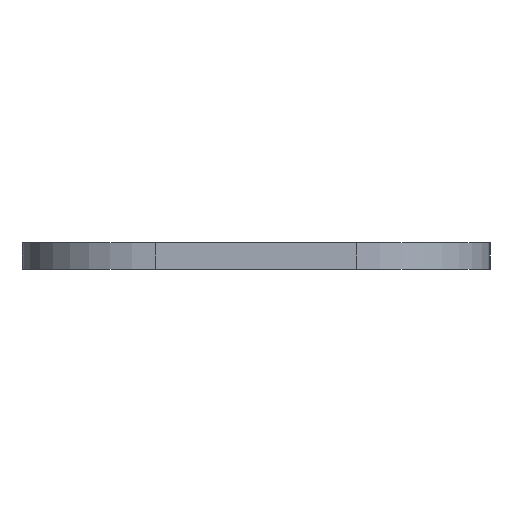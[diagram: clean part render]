
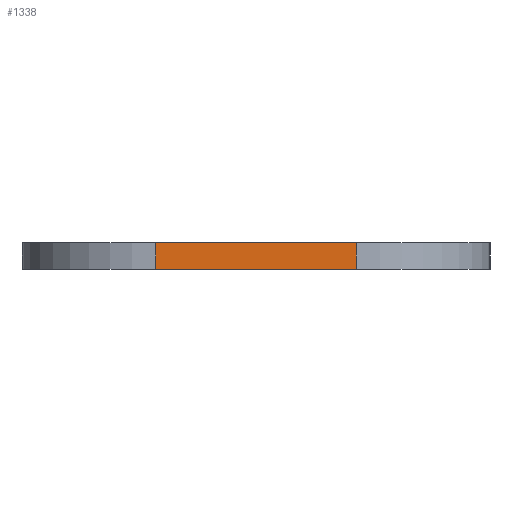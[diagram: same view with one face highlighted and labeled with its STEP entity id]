
A CAD part, left-side view. The second image highlights one B-rep face of the part: STEP entity #1338.
In plain terms, the highlighted planar face has unit normal (-1, 0, 0).
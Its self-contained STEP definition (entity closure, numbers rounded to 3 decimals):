
#41=PLANE('',#1444);
#104=FACE_OUTER_BOUND('',#182,.T.);
#182=EDGE_LOOP('',(#1031,#1032,#1033,#1034));
#256=LINE('',#1880,#428);
#315=LINE('',#2014,#487);
#317=LINE('',#2020,#489);
#318=LINE('',#2021,#490);
#428=VECTOR('',#1533,10.);
#487=VECTOR('',#1620,10.);
#489=VECTOR('',#1626,10.);
#490=VECTOR('',#1627,10.);
#626=VERTEX_POINT('',#1877);
#627=VERTEX_POINT('',#1879);
#688=VERTEX_POINT('',#2013);
#690=VERTEX_POINT('',#2019);
#756=EDGE_CURVE('',#626,#627,#256,.T.);
#823=EDGE_CURVE('',#627,#688,#315,.T.);
#826=EDGE_CURVE('',#690,#626,#317,.T.);
#827=EDGE_CURVE('',#690,#688,#318,.T.);
#1031=ORIENTED_EDGE('',*,*,#823,.F.);
#1032=ORIENTED_EDGE('',*,*,#756,.F.);
#1033=ORIENTED_EDGE('',*,*,#826,.F.);
#1034=ORIENTED_EDGE('',*,*,#827,.T.);
#1338=ADVANCED_FACE('',(#104),#41,.T.);
#1444=AXIS2_PLACEMENT_3D('',#2018,#1624,#1625);
#1533=DIRECTION('',(0.,-1.,0.));
#1620=DIRECTION('',(0.,0.,-1.));
#1624=DIRECTION('center_axis',(-1.,0.,0.));
#1625=DIRECTION('ref_axis',(0.,-1.,0.));
#1626=DIRECTION('',(0.,0.,1.));
#1627=DIRECTION('',(0.,-1.,0.));
#1877=CARTESIAN_POINT('',(0.,12.5,1.));
#1879=CARTESIAN_POINT('',(0.,5.,1.));
#1880=CARTESIAN_POINT('',(0.,17.5,1.));
#2013=CARTESIAN_POINT('',(0.,5.,0.));
#2014=CARTESIAN_POINT('',(0.,5.,0.));
#2018=CARTESIAN_POINT('Origin',(0.,17.5,0.));
#2019=CARTESIAN_POINT('',(0.,12.5,0.));
#2020=CARTESIAN_POINT('',(0.,12.5,0.));
#2021=CARTESIAN_POINT('',(0.,17.5,0.));
